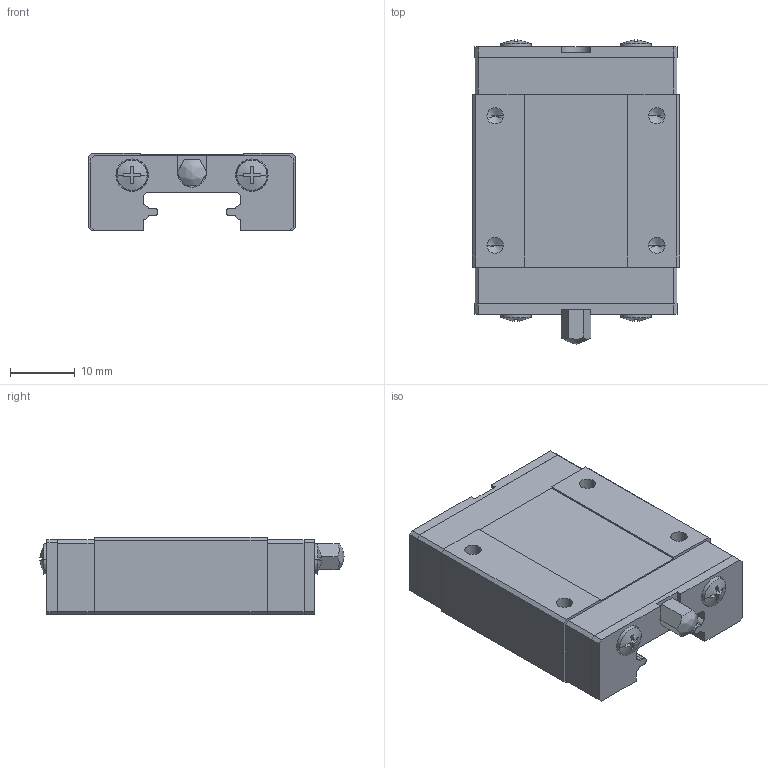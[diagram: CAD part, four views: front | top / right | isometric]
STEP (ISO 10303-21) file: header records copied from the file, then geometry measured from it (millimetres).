
FILE_DESCRIPTION(('STEP AP214'),'1');
FILE_NAME('cctmp_DE8A308C-4485-4674-8FAF-3D1BBFCEF23C_2020_5_14_9_18_53_545..stp','2020-05-14T07:18:53',('HIWIN GmbH'),('CADClick - www.CADClick.com'),'Spatial InterOp 3D',' ','unknown authorization');
FILE_SCHEMA(('AUTOMOTIVE_DESIGN'));
Length unit declared in the file: millimetre
Products named in the file (1): MGN15CZ0HM_FILE
Bounding box: 32 x 46.99 x 12 mm (x, y, z)
Volume: 11922.6 mm3; surface area: 5333.3 mm2
Topology: 1 solids, 4 shells, 235 faces, 630 edges, 408 vertices
Faces by surface type: plane 144, cylinder 62, cone 28, bspline 1
Entity records: 9138 total; most frequent: CARTESIAN_POINT 1447, ORIENTED_EDGE 1244, DIRECTION 1164, EDGE_CURVE 622, LINE 426, VECTOR 426, VERTEX_POINT 408, AXIS2_PLACEMENT_3D 369
